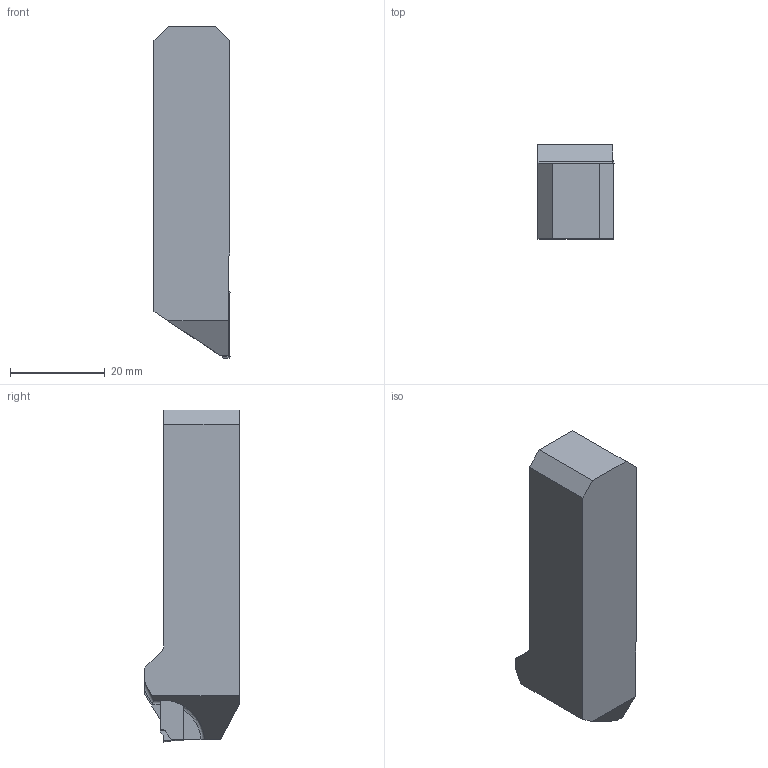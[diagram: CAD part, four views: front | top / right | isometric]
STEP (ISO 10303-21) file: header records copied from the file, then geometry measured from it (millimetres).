
FILE_DESCRIPTION(/* description */ (''),/* implementation_level */ '2;1');
FILE_NAME(/* name */ 'TOOLASSEMBLY_1.STP',/* time_stamp */ '2023-06-07T09:59:12+02:00',/* author */ (''),/* organization */ ('SMS'),/* preprocessor_version */ 'ST-DEVELOPER v16.7',/* originating_system */ 'SIEMENS PLM Software NX 12.0',/* authorisation */ '');
FILE_SCHEMA (('AUTOMOTIVE_DESIGN { 1 0 10303 214 3 1 1 1 }'));
Length unit declared in the file: millimetre
Products named in the file (4): ASSEMBLY_CONSTRUCTION; CUT_20230607095716; NOCUT_20230607095643; TOOLASSEMBLY_1
Assembly tree (3 placements, depth 2):
  TOOLASSEMBLY_1
    NOCUT_20230607095643
    CUT_20230607095716
    ASSEMBLY_CONSTRUCTION
Bounding box: 16.03 x 19.93 x 70 mm (x, y, z)
Volume: 16473.5 mm3; surface area: 4856.7 mm2
Topology: 2 solids, 2 shells, 72 faces, 200 edges, 136 vertices
Faces by surface type: plane 44, extrusion 16, cylinder 11, torus 1
Entity records: 2992 total; most frequent: CARTESIAN_POINT 1051, ORIENTED_EDGE 398, DIRECTION 325, EDGE_CURVE 199, VECTOR 157, LINE 141, VERTEX_POINT 131, AXIS2_PLACEMENT_3D 84
